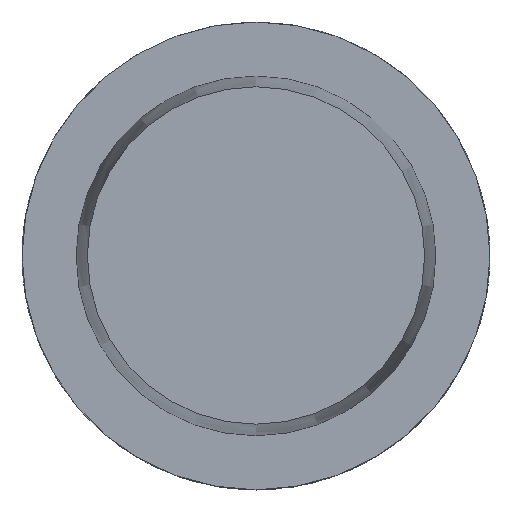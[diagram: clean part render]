
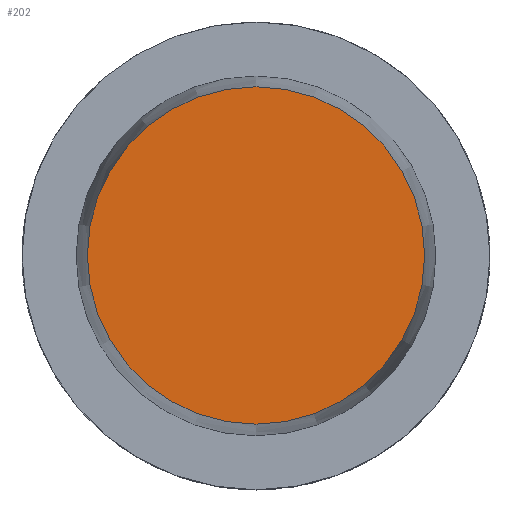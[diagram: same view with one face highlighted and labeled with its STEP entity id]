
A CAD part, top view. The second image highlights one B-rep face of the part: STEP entity #202.
In plain terms, the highlighted planar face has unit normal (0, 0, 1).
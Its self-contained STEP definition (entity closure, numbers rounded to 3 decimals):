
#202=ADVANCED_FACE('240[2]',(#610),#611,.T.);
#217=EDGE_CURVE('240[2]',#633,#633,#634,.T.);
#610=FACE_OUTER_BOUND('',#1160,.T.);
#611=PLANE('',#1161);
#633=VERTEX_POINT('',#1191);
#634=CIRCLE('',#1192,22.715);
#1160=EDGE_LOOP('',(#2144));
#1161=AXIS2_PLACEMENT_3D('',#2145,#2146,#2147);
#1191=CARTESIAN_POINT('',(0.,-22.715,32.0));
#1192=AXIS2_PLACEMENT_3D('',#2181,#2182,#2183);
#2144=ORIENTED_EDGE('',*,*,#217,.F.);
#2145=CARTESIAN_POINT('',(0.,-11.357,32.0));
#2146=DIRECTION('',(0.,0.,1.0));
#2147=DIRECTION('',(1.0,0.,0.0));
#2181=CARTESIAN_POINT('',(0.,0.,32.0));
#2182=DIRECTION('',(0.,0.,-1.0));
#2183=DIRECTION('',(0.,-1.0,0.));
